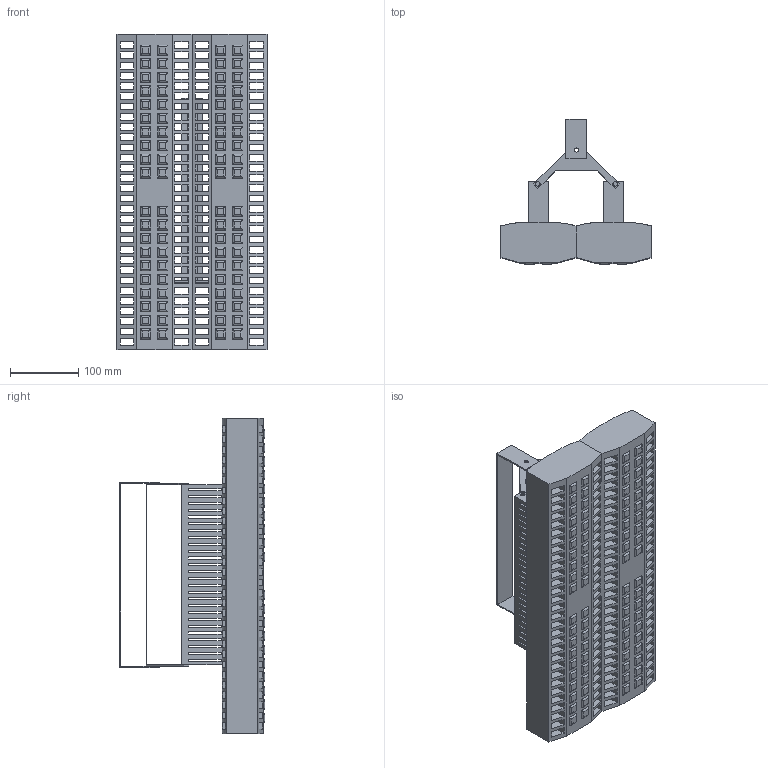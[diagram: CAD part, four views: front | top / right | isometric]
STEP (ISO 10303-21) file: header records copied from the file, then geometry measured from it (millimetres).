
FILE_DESCRIPTION (( 'STEP AP214' ), '1' );
FILE_NAME ('RUT 2 64.STEP', '2018-07-08T10:08:37', ( '' ), ( '' ), 'SwSTEP 2.0', 'SolidWorks 2013', '' );
FILE_SCHEMA (( 'AUTOMOTIVE_DESIGN' ));
Length unit declared in the file: millimetre
Products named in the file (4): ââåðõ2; ââåðõ; RUT 1 100; RUT 2 64
Assembly tree (5 placements, depth 2):
  RUT 2 64
    RUT 1 100  x2
    ââåðõ  x2
    ââåðõ2
Bounding box: 220 x 213 x 463 mm (x, y, z)
Volume: 5222103.4 mm3; surface area: 909856.2 mm2
Topology: 5 solids, 5 shells, 1174 faces, 3240 edges, 2156 vertices
Faces by surface type: plane 834, cylinder 340
Entity records: 21372 total; most frequent: CARTESIAN_POINT 3810, ORIENTED_EDGE 3276, DIRECTION 2826, EDGE_CURVE 1638, VECTOR 1334, LINE 1334, VERTEX_POINT 1090, EDGE_LOOP 816
